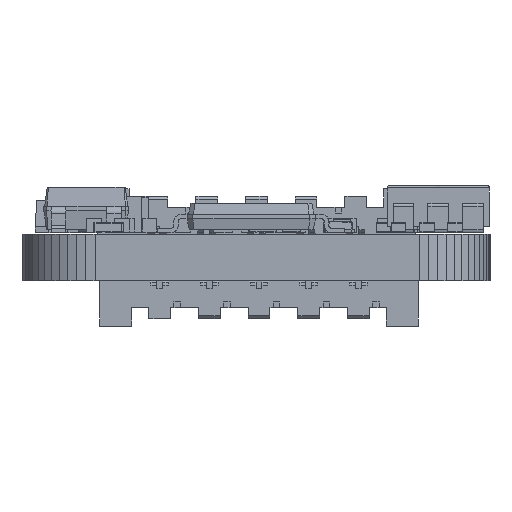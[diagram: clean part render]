
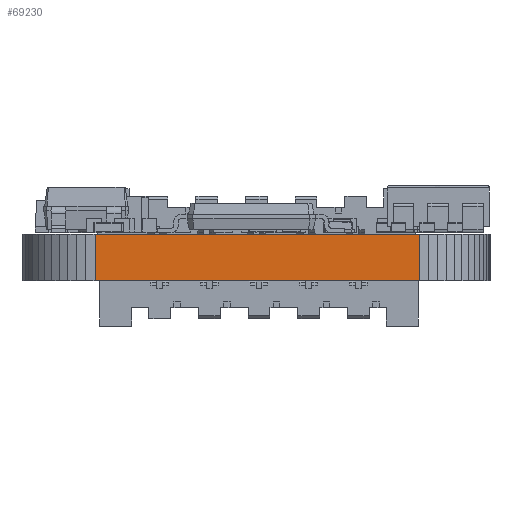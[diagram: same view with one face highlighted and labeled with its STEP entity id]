
A CAD part, front view. The second image highlights one B-rep face of the part: STEP entity #69230.
In plain terms, the highlighted planar face has unit normal (0, -1, 0).
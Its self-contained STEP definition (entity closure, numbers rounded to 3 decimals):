
#64236 = PLANE('',#64237);
#64237 = AXIS2_PLACEMENT_3D('',#64238,#64239,#64240);
#64238 = CARTESIAN_POINT('',(165.813,-83.686,1.6));
#64239 = DIRECTION('',(-0.,-0.,-1.));
#64240 = DIRECTION('',(-1.,0.,0.));
#64290 = PLANE('',#64291);
#64291 = AXIS2_PLACEMENT_3D('',#64292,#64293,#64294);
#64292 = CARTESIAN_POINT('',(165.813,-83.686,0.));
#64293 = DIRECTION('',(-0.,-0.,-1.));
#64294 = DIRECTION('',(-1.,0.,0.));
#65155 = VERTEX_POINT('',#65156);
#65156 = CARTESIAN_POINT('',(171.372,-96.25,0.));
#65170 = PLANE('',#65171);
#65171 = AXIS2_PLACEMENT_3D('',#65172,#65173,#65174);
#65172 = CARTESIAN_POINT('',(171.689,-96.217,0.));
#65173 = DIRECTION('',(0.104,-0.995,0.));
#65174 = DIRECTION('',(-0.995,-0.104,0.));
#65182 = EDGE_CURVE('',#65155,#65183,#65185,.T.);
#65183 = VERTEX_POINT('',#65184);
#65184 = CARTESIAN_POINT('',(160.283,-96.247,0.));
#65185 = SURFACE_CURVE('',#65186,(#65190,#65197),.PCURVE_S1.);
#65186 = LINE('',#65187,#65188);
#65187 = CARTESIAN_POINT('',(171.372,-96.25,0.));
#65188 = VECTOR('',#65189,1.);
#65189 = DIRECTION('',(-1.,0.,0.));
#65190 = PCURVE('',#64290,#65191);
#65191 = DEFINITIONAL_REPRESENTATION('',(#65192),#65196);
#65192 = LINE('',#65193,#65194);
#65193 = CARTESIAN_POINT('',(-5.559,-12.564));
#65194 = VECTOR('',#65195,1.);
#65195 = DIRECTION('',(1.,0.));
#65196 = ( GEOMETRIC_REPRESENTATION_CONTEXT(2) 
PARAMETRIC_REPRESENTATION_CONTEXT() REPRESENTATION_CONTEXT('2D SPACE',''
  ) );
#65197 = PCURVE('',#65198,#65203);
#65198 = PLANE('',#65199);
#65199 = AXIS2_PLACEMENT_3D('',#65200,#65201,#65202);
#65200 = CARTESIAN_POINT('',(171.372,-96.25,0.));
#65201 = DIRECTION('',(0.,-1.,0.));
#65202 = DIRECTION('',(-1.,0.,0.));
#65203 = DEFINITIONAL_REPRESENTATION('',(#65204),#65208);
#65204 = LINE('',#65205,#65206);
#65205 = CARTESIAN_POINT('',(0.,0.));
#65206 = VECTOR('',#65207,1.);
#65207 = DIRECTION('',(1.,0.));
#65208 = ( GEOMETRIC_REPRESENTATION_CONTEXT(2) 
PARAMETRIC_REPRESENTATION_CONTEXT() REPRESENTATION_CONTEXT('2D SPACE',''
  ) );
#65226 = PLANE('',#65227);
#65227 = AXIS2_PLACEMENT_3D('',#65228,#65229,#65230);
#65228 = CARTESIAN_POINT('',(160.283,-96.247,0.));
#65229 = DIRECTION('',(-0.064,-0.998,0.));
#65230 = DIRECTION('',(-0.998,0.064,0.));
#66863 = VERTEX_POINT('',#66864);
#66864 = CARTESIAN_POINT('',(171.372,-96.25,1.6));
#66885 = EDGE_CURVE('',#66863,#66886,#66888,.T.);
#66886 = VERTEX_POINT('',#66887);
#66887 = CARTESIAN_POINT('',(160.283,-96.247,1.6));
#66888 = SURFACE_CURVE('',#66889,(#66893,#66900),.PCURVE_S1.);
#66889 = LINE('',#66890,#66891);
#66890 = CARTESIAN_POINT('',(171.372,-96.25,1.6));
#66891 = VECTOR('',#66892,1.);
#66892 = DIRECTION('',(-1.,0.,0.));
#66893 = PCURVE('',#64236,#66894);
#66894 = DEFINITIONAL_REPRESENTATION('',(#66895),#66899);
#66895 = LINE('',#66896,#66897);
#66896 = CARTESIAN_POINT('',(-5.559,-12.564));
#66897 = VECTOR('',#66898,1.);
#66898 = DIRECTION('',(1.,0.));
#66899 = ( GEOMETRIC_REPRESENTATION_CONTEXT(2) 
PARAMETRIC_REPRESENTATION_CONTEXT() REPRESENTATION_CONTEXT('2D SPACE',''
  ) );
#66900 = PCURVE('',#65198,#66901);
#66901 = DEFINITIONAL_REPRESENTATION('',(#66902),#66906);
#66902 = LINE('',#66903,#66904);
#66903 = CARTESIAN_POINT('',(0.,-1.6));
#66904 = VECTOR('',#66905,1.);
#66905 = DIRECTION('',(1.,0.));
#66906 = ( GEOMETRIC_REPRESENTATION_CONTEXT(2) 
PARAMETRIC_REPRESENTATION_CONTEXT() REPRESENTATION_CONTEXT('2D SPACE',''
  ) );
#69182 = EDGE_CURVE('',#65155,#66863,#69183,.T.);
#69183 = SURFACE_CURVE('',#69184,(#69188,#69195),.PCURVE_S1.);
#69184 = LINE('',#69185,#69186);
#69185 = CARTESIAN_POINT('',(171.372,-96.25,0.));
#69186 = VECTOR('',#69187,1.);
#69187 = DIRECTION('',(0.,0.,1.));
#69188 = PCURVE('',#65170,#69189);
#69189 = DEFINITIONAL_REPRESENTATION('',(#69190),#69194);
#69190 = LINE('',#69191,#69192);
#69191 = CARTESIAN_POINT('',(0.319,0.));
#69192 = VECTOR('',#69193,1.);
#69193 = DIRECTION('',(0.,-1.));
#69194 = ( GEOMETRIC_REPRESENTATION_CONTEXT(2) 
PARAMETRIC_REPRESENTATION_CONTEXT() REPRESENTATION_CONTEXT('2D SPACE',''
  ) );
#69195 = PCURVE('',#65198,#69196);
#69196 = DEFINITIONAL_REPRESENTATION('',(#69197),#69201);
#69197 = LINE('',#69198,#69199);
#69198 = CARTESIAN_POINT('',(0.,0.));
#69199 = VECTOR('',#69200,1.);
#69200 = DIRECTION('',(0.,-1.));
#69201 = ( GEOMETRIC_REPRESENTATION_CONTEXT(2) 
PARAMETRIC_REPRESENTATION_CONTEXT() REPRESENTATION_CONTEXT('2D SPACE',''
  ) );
#69230 = ADVANCED_FACE('',(#69231),#65198,.T.);
#69231 = FACE_BOUND('',#69232,.T.);
#69232 = EDGE_LOOP('',(#69233,#69234,#69235,#69256));
#69233 = ORIENTED_EDGE('',*,*,#69182,.T.);
#69234 = ORIENTED_EDGE('',*,*,#66885,.T.);
#69235 = ORIENTED_EDGE('',*,*,#69236,.F.);
#69236 = EDGE_CURVE('',#65183,#66886,#69237,.T.);
#69237 = SURFACE_CURVE('',#69238,(#69242,#69249),.PCURVE_S1.);
#69238 = LINE('',#69239,#69240);
#69239 = CARTESIAN_POINT('',(160.283,-96.247,0.));
#69240 = VECTOR('',#69241,1.);
#69241 = DIRECTION('',(0.,0.,1.));
#69242 = PCURVE('',#65198,#69243);
#69243 = DEFINITIONAL_REPRESENTATION('',(#69244),#69248);
#69244 = LINE('',#69245,#69246);
#69245 = CARTESIAN_POINT('',(11.089,0.));
#69246 = VECTOR('',#69247,1.);
#69247 = DIRECTION('',(0.,-1.));
#69248 = ( GEOMETRIC_REPRESENTATION_CONTEXT(2) 
PARAMETRIC_REPRESENTATION_CONTEXT() REPRESENTATION_CONTEXT('2D SPACE',''
  ) );
#69249 = PCURVE('',#65226,#69250);
#69250 = DEFINITIONAL_REPRESENTATION('',(#69251),#69255);
#69251 = LINE('',#69252,#69253);
#69252 = CARTESIAN_POINT('',(0.,0.));
#69253 = VECTOR('',#69254,1.);
#69254 = DIRECTION('',(0.,-1.));
#69255 = ( GEOMETRIC_REPRESENTATION_CONTEXT(2) 
PARAMETRIC_REPRESENTATION_CONTEXT() REPRESENTATION_CONTEXT('2D SPACE',''
  ) );
#69256 = ORIENTED_EDGE('',*,*,#65182,.F.);
